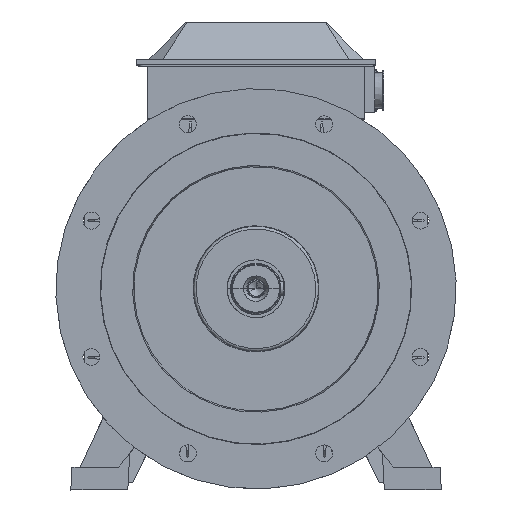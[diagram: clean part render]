
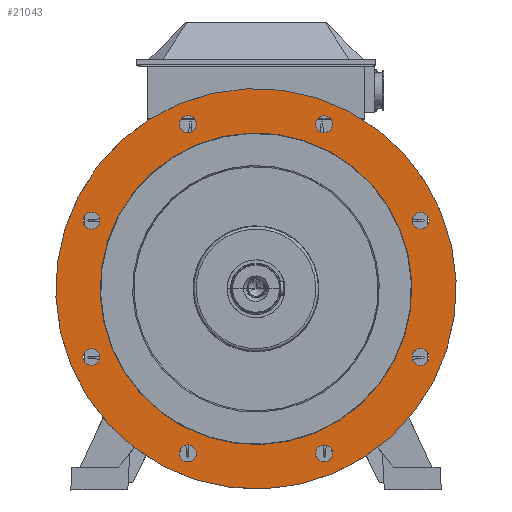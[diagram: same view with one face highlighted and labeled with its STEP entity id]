
A CAD part, top view. The second image highlights one B-rep face of the part: STEP entity #21043.
In plain terms, the highlighted planar face has unit normal (0, 0, 1).
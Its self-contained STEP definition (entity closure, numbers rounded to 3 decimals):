
#14215=FACE_BOUND('',#24335,.T.);
#14216=FACE_BOUND('',#24336,.T.);
#14217=FACE_BOUND('',#24337,.T.);
#14218=FACE_BOUND('',#24338,.T.);
#14219=FACE_BOUND('',#24339,.T.);
#14220=FACE_BOUND('',#24340,.T.);
#14221=FACE_BOUND('',#24341,.T.);
#14222=FACE_BOUND('',#24342,.T.);
#14223=FACE_BOUND('',#24343,.T.);
#14224=FACE_BOUND('',#24344,.T.);
#21043=ADVANCED_FACE('F3030',(#14215,#14216,#14217,#14218,#14219,#14220,
#14221,#14222,#14223,#14224),#21641,.T.);
#21641=PLANE('',#46374);
#24335=EDGE_LOOP('',(#30638));
#24336=EDGE_LOOP('',(#30639));
#24337=EDGE_LOOP('',(#30640));
#24338=EDGE_LOOP('',(#30641));
#24339=EDGE_LOOP('',(#30642));
#24340=EDGE_LOOP('',(#30643));
#24341=EDGE_LOOP('',(#30644));
#24342=EDGE_LOOP('',(#30645));
#24343=EDGE_LOOP('',(#30646));
#24344=EDGE_LOOP('',(#30647));
#30638=ORIENTED_EDGE('',*,*,#42141,.T.);
#30639=ORIENTED_EDGE('',*,*,#42111,.T.);
#30640=ORIENTED_EDGE('',*,*,#42114,.T.);
#30641=ORIENTED_EDGE('',*,*,#42117,.T.);
#30642=ORIENTED_EDGE('',*,*,#42120,.T.);
#30643=ORIENTED_EDGE('',*,*,#42123,.T.);
#30644=ORIENTED_EDGE('',*,*,#42126,.T.);
#30645=ORIENTED_EDGE('',*,*,#42129,.T.);
#30646=ORIENTED_EDGE('',*,*,#42097,.F.);
#30647=ORIENTED_EDGE('',*,*,#42108,.T.);
#36292=VERTEX_POINT('',#95657);
#36298=VERTEX_POINT('',#95680);
#36300=VERTEX_POINT('',#95686);
#36302=VERTEX_POINT('',#95692);
#36304=VERTEX_POINT('',#95698);
#36306=VERTEX_POINT('',#95704);
#36308=VERTEX_POINT('',#95710);
#36310=VERTEX_POINT('',#95716);
#36312=VERTEX_POINT('',#95722);
#36319=VERTEX_POINT('',#95811);
#42097=EDGE_CURVE('E1717',#36292,#36292,#43583,.T.);
#42108=EDGE_CURVE('E33',#36298,#36298,#43591,.T.);
#42111=EDGE_CURVE('E5050',#36300,#36300,#43593,.T.);
#42114=EDGE_CURVE('E5252',#36302,#36302,#43595,.T.);
#42117=EDGE_CURVE('E5454',#36304,#36304,#43597,.T.);
#42120=EDGE_CURVE('E5656',#36306,#36306,#43599,.T.);
#42123=EDGE_CURVE('E5858',#36308,#36308,#43601,.T.);
#42126=EDGE_CURVE('E6060',#36310,#36310,#43603,.T.);
#42129=EDGE_CURVE('E6262',#36312,#36312,#43605,.T.);
#42141=EDGE_CURVE('E2020',#36319,#36319,#43612,.T.);
#43583=CIRCLE('',#46326,175.);
#43591=CIRCLE('',#46340,9.5);
#43593=CIRCLE('',#46343,9.5);
#43595=CIRCLE('',#46346,9.5);
#43597=CIRCLE('',#46349,9.5);
#43599=CIRCLE('',#46352,9.5);
#43601=CIRCLE('',#46355,9.5);
#43603=CIRCLE('',#46358,9.5);
#43605=CIRCLE('',#46361,9.5);
#43612=CIRCLE('',#46372,224.843);
#46326=AXIS2_PLACEMENT_3D('',#95658,#54272,#54273);
#46340=AXIS2_PLACEMENT_3D('',#95682,#54303,#54304);
#46343=AXIS2_PLACEMENT_3D('',#95688,#54310,#54311);
#46346=AXIS2_PLACEMENT_3D('',#95694,#54317,#54318);
#46349=AXIS2_PLACEMENT_3D('',#95700,#54324,#54325);
#46352=AXIS2_PLACEMENT_3D('',#95706,#54331,#54332);
#46355=AXIS2_PLACEMENT_3D('',#95712,#54338,#54339);
#46358=AXIS2_PLACEMENT_3D('',#95718,#54345,#54346);
#46361=AXIS2_PLACEMENT_3D('',#95724,#54352,#54353);
#46372=AXIS2_PLACEMENT_3D('',#95812,#54376,#54377);
#46374=AXIS2_PLACEMENT_3D('',#95814,#54380,#54381);
#54272=DIRECTION('',(0.,0.,1.));
#54273=DIRECTION('',(1.,0.,0.));
#54303=DIRECTION('',(0.,0.,-1.));
#54304=DIRECTION('',(-1.,0.,0.));
#54310=DIRECTION('',(0.,0.,-1.));
#54311=DIRECTION('',(-1.,0.,0.));
#54317=DIRECTION('',(0.,0.,-1.));
#54318=DIRECTION('',(-1.,0.,0.));
#54324=DIRECTION('',(0.,0.,-1.));
#54325=DIRECTION('',(-1.,0.,0.));
#54331=DIRECTION('',(0.,0.,-1.));
#54332=DIRECTION('',(-1.,0.,0.));
#54338=DIRECTION('',(0.,0.,-1.));
#54339=DIRECTION('',(-1.,0.,0.));
#54345=DIRECTION('',(0.,0.,-1.));
#54346=DIRECTION('',(-1.,0.,0.));
#54352=DIRECTION('',(0.,0.,-1.));
#54353=DIRECTION('',(-1.,0.,0.));
#54376=DIRECTION('',(0.,0.,1.));
#54377=DIRECTION('',(1.,0.,0.));
#54380=DIRECTION('',(0.,0.,1.));
#54381=DIRECTION('',(-1.,0.,0.));
#95657=CARTESIAN_POINT('',(-161.679,-66.97,95.395));
#95658=CARTESIAN_POINT('',(0.,0.,
95.395));
#95680=CARTESIAN_POINT('',(-194.276,-76.537,95.395));
#95682=CARTESIAN_POINT('',(-184.776,-76.537,95.395));
#95686=CARTESIAN_POINT('',(-83.254,-191.493,95.395));
#95688=CARTESIAN_POINT('',(-76.537,-184.776,95.395));
#95692=CARTESIAN_POINT('',(76.537,-194.276,95.395));
#95694=CARTESIAN_POINT('',(76.537,-184.776,95.395));
#95698=CARTESIAN_POINT('',(191.493,-83.254,95.395));
#95700=CARTESIAN_POINT('',(184.776,-76.537,95.395));
#95704=CARTESIAN_POINT('',(194.276,76.537,95.395));
#95706=CARTESIAN_POINT('',(184.776,76.537,95.395));
#95710=CARTESIAN_POINT('',(83.254,191.493,95.395));
#95712=CARTESIAN_POINT('',(76.537,184.776,95.395));
#95716=CARTESIAN_POINT('',(-76.537,194.276,95.395));
#95718=CARTESIAN_POINT('',(-76.537,184.776,95.395));
#95722=CARTESIAN_POINT('',(-191.494,83.254,95.395));
#95724=CARTESIAN_POINT('',(-184.776,76.537,95.395));
#95811=CARTESIAN_POINT('',(-207.728,-86.044,95.395));
#95812=CARTESIAN_POINT('',(0.,0.,
95.395));
#95814=CARTESIAN_POINT('',(247.327,247.327,95.395));
